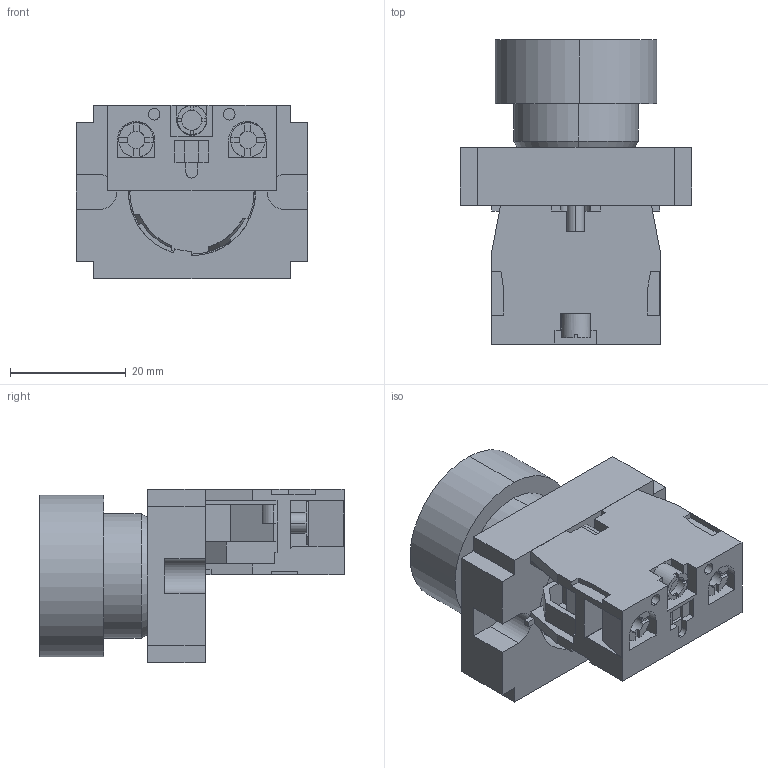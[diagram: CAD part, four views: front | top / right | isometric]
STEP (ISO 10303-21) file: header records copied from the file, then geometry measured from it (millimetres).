
FILE_DESCRIPTION (( 'STEP AP214' ), '1' );
FILE_NAME ('XB2-BA31.STEP', '2024-08-12T09:10:21', ( 'PC3' ), ( '' ), 'SwSTEP 2.0', 'SolidWorks 2020', '' );
FILE_SCHEMA (( 'AUTOMOTIVE_DESIGN' ));
Length unit declared in the file: millimetre
Products named in the file (4): Plate1_-00; button_grn; ZB2BE102; XB2-BA31
Assembly tree (3 placements, depth 2):
  XB2-BA31
    Plate1_-00
    button_grn
    ZB2BE102
Bounding box: 40 x 52.6 x 30 mm (x, y, z)
Volume: 27380.8 mm3; surface area: 12867.9 mm2
Topology: 3 solids, 3 shells, 347 faces, 944 edges, 626 vertices
Faces by surface type: plane 272, cylinder 69, bspline 4, cone 2
Entity records: 11249 total; most frequent: CARTESIAN_POINT 2159, ORIENTED_EDGE 1888, DIRECTION 1824, EDGE_CURVE 944, LINE 714, VECTOR 714, VERTEX_POINT 626, AXIS2_PLACEMENT_3D 555
